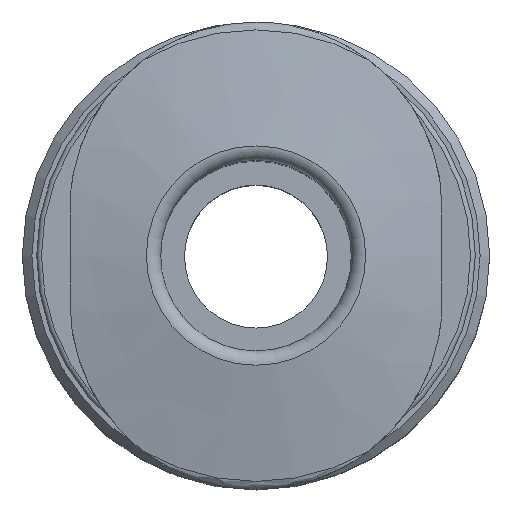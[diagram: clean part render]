
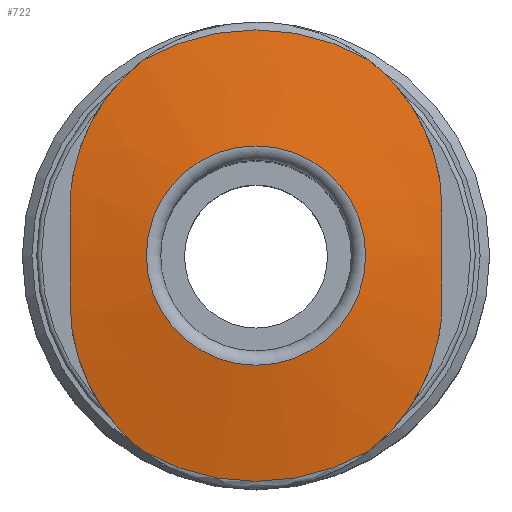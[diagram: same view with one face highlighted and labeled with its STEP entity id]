
A CAD part, top view. The second image highlights one B-rep face of the part: STEP entity #722.
In plain terms, the highlighted conical face has half-angle 80 degrees and reference radius 4.735 mm.
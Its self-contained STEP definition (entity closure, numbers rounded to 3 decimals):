
#65=B_SPLINE_CURVE_WITH_KNOTS('',3,(#996,#997,#998,#999),.UNSPECIFIED.,
 .F.,.F.,(4,4),(0.002,0.004),.UNSPECIFIED.);
#66=B_SPLINE_CURVE_WITH_KNOTS('',3,(#1002,#1003,#1004,#1005),
 .UNSPECIFIED.,.F.,.F.,(4,4),(0.,0.004),
 .UNSPECIFIED.);
#67=B_SPLINE_CURVE_WITH_KNOTS('',3,(#1009,#1010,#1011,#1012),
 .UNSPECIFIED.,.F.,.F.,(4,4),(0.,0.004),
 .UNSPECIFIED.);
#68=B_SPLINE_CURVE_WITH_KNOTS('',3,(#1014,#1015,#1016,#1017),
 .UNSPECIFIED.,.F.,.F.,(4,4),(0.002,0.004),
 .UNSPECIFIED.);
#69=B_SPLINE_CURVE_WITH_KNOTS('',3,(#1019,#1020,#1021,#1022),
 .UNSPECIFIED.,.F.,.F.,(4,4),(0.,0.004),
 .UNSPECIFIED.);
#70=B_SPLINE_CURVE_WITH_KNOTS('',3,(#1026,#1027,#1028,#1029),
 .UNSPECIFIED.,.F.,.F.,(4,4),(0.,0.004),
 .UNSPECIFIED.);
#75=ORIENTED_EDGE('',*,*,#177,.T.);
#76=ORIENTED_EDGE('',*,*,#178,.T.);
#77=ORIENTED_EDGE('',*,*,#179,.T.);
#78=ORIENTED_EDGE('',*,*,#180,.F.);
#79=ORIENTED_EDGE('',*,*,#181,.T.);
#80=ORIENTED_EDGE('',*,*,#182,.T.);
#81=ORIENTED_EDGE('',*,*,#183,.T.);
#82=ORIENTED_EDGE('',*,*,#184,.F.);
#83=ORIENTED_EDGE('',*,*,#185,.T.);
#177=EDGE_CURVE('',#228,#228,#273,.T.);
#178=EDGE_CURVE('',#229,#230,#65,.T.);
#179=EDGE_CURVE('',#230,#231,#66,.T.);
#180=EDGE_CURVE('',#232,#231,#274,.T.);
#181=EDGE_CURVE('',#232,#233,#67,.T.);
#182=EDGE_CURVE('',#233,#234,#68,.T.);
#183=EDGE_CURVE('',#234,#235,#69,.T.);
#184=EDGE_CURVE('',#236,#235,#275,.T.);
#185=EDGE_CURVE('',#236,#229,#70,.T.);
#228=VERTEX_POINT('',#995);
#229=VERTEX_POINT('',#1000);
#230=VERTEX_POINT('',#1001);
#231=VERTEX_POINT('',#1006);
#232=VERTEX_POINT('',#1008);
#233=VERTEX_POINT('',#1013);
#234=VERTEX_POINT('',#1018);
#235=VERTEX_POINT('',#1023);
#236=VERTEX_POINT('',#1025);
#273=CIRCLE('',#766,2.3);
#274=CIRCLE('',#767,4.735);
#275=CIRCLE('',#768,4.735);
#308=EDGE_LOOP('',(#75));
#309=EDGE_LOOP('',(#76,#77,#78,#79,#80,#81,#82,#83));
#378=FACE_BOUND('',#308,.T.);
#379=FACE_BOUND('',#309,.T.);
#448=CONICAL_SURFACE('',#765,4.735,1.396);
#722=ADVANCED_FACE('',(#378,#379),#448,.T.);
#765=AXIS2_PLACEMENT_3D('',#993,#840,#841);
#766=AXIS2_PLACEMENT_3D('',#994,#842,#843);
#767=AXIS2_PLACEMENT_3D('',#1007,#844,#845);
#768=AXIS2_PLACEMENT_3D('',#1024,#846,#847);
#840=DIRECTION('',(0.,0.,-1.));
#841=DIRECTION('',(-1.,0.,0.));
#842=DIRECTION('',(0.,0.,-1.));
#843=DIRECTION('',(-1.,0.,0.));
#844=DIRECTION('',(0.,0.,-1.));
#845=DIRECTION('',(-1.,0.,0.));
#846=DIRECTION('',(0.,0.,-1.));
#847=DIRECTION('',(-1.,0.,0.));
#993=CARTESIAN_POINT('',(0.,0.,15.771));
#994=CARTESIAN_POINT('',(0.,0.,16.2));
#995=CARTESIAN_POINT('',(-2.3,0.,16.2));
#996=CARTESIAN_POINT('',(3.9,-1.,15.896));
#997=CARTESIAN_POINT('',(3.9,-0.334,15.925));
#998=CARTESIAN_POINT('',(3.9,0.333,15.925));
#999=CARTESIAN_POINT('',(3.9,1.,15.896));
#1000=CARTESIAN_POINT('',(3.9,-1.,15.896));
#1001=CARTESIAN_POINT('',(3.9,1.,15.896));
#1002=CARTESIAN_POINT('',(3.9,1.,15.896));
#1003=CARTESIAN_POINT('',(3.9,2.206,15.843));
#1004=CARTESIAN_POINT('',(3.322,3.373,15.798));
#1005=CARTESIAN_POINT('',(2.361,4.104,15.771));
#1006=CARTESIAN_POINT('',(2.361,4.104,15.771));
#1007=CARTESIAN_POINT('',(0.,0.,15.771));
#1008=CARTESIAN_POINT('',(-2.361,4.104,15.771));
#1009=CARTESIAN_POINT('',(-2.361,4.104,15.771));
#1010=CARTESIAN_POINT('',(-3.321,3.373,15.798));
#1011=CARTESIAN_POINT('',(-3.9,2.206,15.843));
#1012=CARTESIAN_POINT('',(-3.9,1.,15.896));
#1013=CARTESIAN_POINT('',(-3.9,1.,15.896));
#1014=CARTESIAN_POINT('',(-3.9,1.,15.896));
#1015=CARTESIAN_POINT('',(-3.9,0.334,15.925));
#1016=CARTESIAN_POINT('',(-3.9,-0.333,15.925));
#1017=CARTESIAN_POINT('',(-3.9,-1.,15.896));
#1018=CARTESIAN_POINT('',(-3.9,-1.,15.896));
#1019=CARTESIAN_POINT('',(-3.9,-1.,15.896));
#1020=CARTESIAN_POINT('',(-3.9,-2.206,15.843));
#1021=CARTESIAN_POINT('',(-3.322,-3.373,15.798));
#1022=CARTESIAN_POINT('',(-2.361,-4.104,15.771));
#1023=CARTESIAN_POINT('',(-2.361,-4.104,15.771));
#1024=CARTESIAN_POINT('',(0.,0.,15.771));
#1025=CARTESIAN_POINT('',(2.361,-4.104,15.771));
#1026=CARTESIAN_POINT('',(2.361,-4.104,15.771));
#1027=CARTESIAN_POINT('',(3.321,-3.373,15.798));
#1028=CARTESIAN_POINT('',(3.9,-2.206,15.843));
#1029=CARTESIAN_POINT('',(3.9,-1.,15.896));
